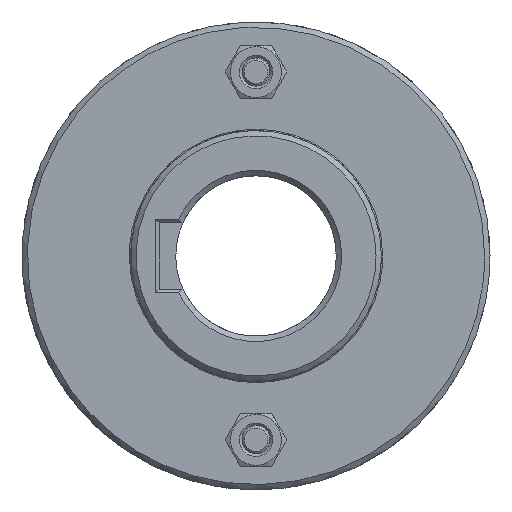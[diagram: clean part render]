
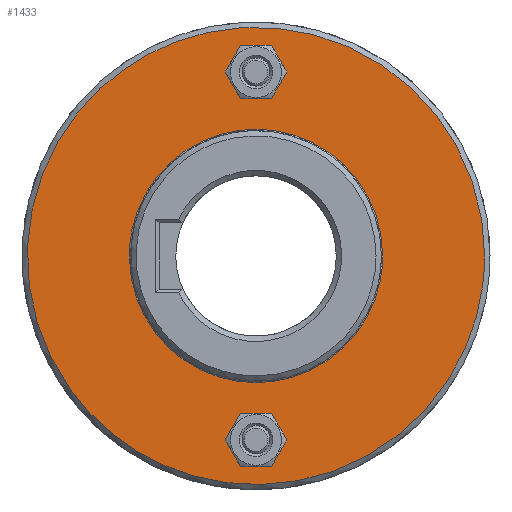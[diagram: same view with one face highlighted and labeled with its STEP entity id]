
A CAD part, left-side view. The second image highlights one B-rep face of the part: STEP entity #1433.
In plain terms, the highlighted free-form (B-spline) face has degree [1, 1] with [2, 2] control points.
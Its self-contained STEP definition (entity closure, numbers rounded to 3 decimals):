
#1268 = EDGE_CURVE('',#1269,#1269,#1271,.T.);
#1269 = VERTEX_POINT('',#1270);
#1270 = CARTESIAN_POINT('',(-24.082,0.,-84.995));
#1271 = ( BOUNDED_CURVE() B_SPLINE_CURVE(2,(#1272,#1273,#1274,#1275,
#1276,#1277,#1278),.UNSPECIFIED.,.T.,.F.) B_SPLINE_CURVE_WITH_KNOTS((1,2
    ,2,2,2,1),(-2.094,0.,2.094,4.189,
6.283,8.378),.UNSPECIFIED.) CURVE() 
GEOMETRIC_REPRESENTATION_ITEM() RATIONAL_B_SPLINE_CURVE((1.,0.5,1.,0.5,
1.,0.5,1.)) REPRESENTATION_ITEM('') );
#1272 = CARTESIAN_POINT('',(-24.082,0.,-84.995));
#1273 = CARTESIAN_POINT('',(-24.082,12.268,
    -84.995));
#1274 = CARTESIAN_POINT('',(-24.082,6.134,
    -74.371));
#1275 = CARTESIAN_POINT('',(-24.082,0.,
    -63.746));
#1276 = CARTESIAN_POINT('',(-24.082,-6.134,
    -74.371));
#1277 = CARTESIAN_POINT('',(-24.082,-12.268,
    -84.995));
#1278 = CARTESIAN_POINT('',(-24.082,0.,-84.995));
#1305 = EDGE_CURVE('',#1306,#1306,#1308,.T.);
#1306 = VERTEX_POINT('',#1307);
#1307 = CARTESIAN_POINT('',(-24.082,0.,
    70.829));
#1308 = ( BOUNDED_CURVE() B_SPLINE_CURVE(2,(#1309,#1310,#1311,#1312,
#1313,#1314,#1315),.UNSPECIFIED.,.T.,.F.) B_SPLINE_CURVE_WITH_KNOTS((1,2
    ,2,2,2,1),(-2.094,0.,2.094,4.189,
6.283,8.378),.UNSPECIFIED.) CURVE() 
GEOMETRIC_REPRESENTATION_ITEM() RATIONAL_B_SPLINE_CURVE((1.,0.5,1.,0.5,
1.,0.5,1.)) REPRESENTATION_ITEM('') );
#1309 = CARTESIAN_POINT('',(-24.082,0.,
    70.829));
#1310 = CARTESIAN_POINT('',(-24.082,12.268,
    70.829));
#1311 = CARTESIAN_POINT('',(-24.082,6.134,
    81.453));
#1312 = CARTESIAN_POINT('',(-24.082,0.,
    92.078));
#1313 = CARTESIAN_POINT('',(-24.082,-6.134,
    81.453));
#1314 = CARTESIAN_POINT('',(-24.082,-12.268,
    70.829));
#1315 = CARTESIAN_POINT('',(-24.082,0.,
    70.829));
#1345 = VERTEX_POINT('',#1346);
#1346 = CARTESIAN_POINT('',(-24.082,-53.688,0.));
#1356 = EDGE_CURVE('',#1357,#1345,#1359,.T.);
#1357 = VERTEX_POINT('',#1358);
#1358 = CARTESIAN_POINT('',(-24.082,53.688,
    0.));
#1359 = ( BOUNDED_CURVE() B_SPLINE_CURVE(2,(#1360,#1361,#1362,#1363,
#1364),.UNSPECIFIED.,.F.,.F.) B_SPLINE_CURVE_WITH_KNOTS((3,2,3),(0.,
1.571,3.142),.PIECEWISE_BEZIER_KNOTS.) CURVE() 
GEOMETRIC_REPRESENTATION_ITEM() RATIONAL_B_SPLINE_CURVE((1.,
0.707,1.,0.707,1.)) REPRESENTATION_ITEM('') );
#1360 = CARTESIAN_POINT('',(-24.082,53.688,
    0.));
#1361 = CARTESIAN_POINT('',(-24.082,53.688,
    -53.688));
#1362 = CARTESIAN_POINT('',(-24.082,0.,
    -53.688));
#1363 = CARTESIAN_POINT('',(-24.082,-53.688,
    -53.688));
#1364 = CARTESIAN_POINT('',(-24.082,-53.688,
    0.));
#1366 = EDGE_CURVE('',#1345,#1357,#1367,.T.);
#1367 = ( BOUNDED_CURVE() B_SPLINE_CURVE(2,(#1368,#1369,#1370,#1371,
#1372),.UNSPECIFIED.,.F.,.F.) B_SPLINE_CURVE_WITH_KNOTS((3,2,3),(0.,
1.571,3.142),.PIECEWISE_BEZIER_KNOTS.) CURVE() 
GEOMETRIC_REPRESENTATION_ITEM() RATIONAL_B_SPLINE_CURVE((1.,
0.707,1.,0.707,1.)) REPRESENTATION_ITEM('') );
#1368 = CARTESIAN_POINT('',(-24.082,-53.688,0.));
#1369 = CARTESIAN_POINT('',(-24.082,-53.688,
    53.688));
#1370 = CARTESIAN_POINT('',(-24.082,0.,
    53.688));
#1371 = CARTESIAN_POINT('',(-24.082,53.688,
    53.688));
#1372 = CARTESIAN_POINT('',(-24.082,53.688,
    0.));
#1433 = ADVANCED_FACE('',(#1434,#1448,#1451,#1454),#1458,.T.);
#1434 = FACE_BOUND('',#1435,.T.);
#1435 = EDGE_LOOP('',(#1436));
#1436 = ORIENTED_EDGE('',*,*,#1437,.T.);
#1437 = EDGE_CURVE('',#1438,#1438,#1440,.T.);
#1438 = VERTEX_POINT('',#1439);
#1439 = CARTESIAN_POINT('',(-24.082,-96.894,0.));
#1440 = ( BOUNDED_CURVE() B_SPLINE_CURVE(2,(#1441,#1442,#1443,#1444,
#1445,#1446,#1447),.UNSPECIFIED.,.T.,.F.) B_SPLINE_CURVE_WITH_KNOTS((1,2
    ,2,2,2,1),(-2.094,0.,2.094,4.189,
6.283,8.378),.UNSPECIFIED.) CURVE() 
GEOMETRIC_REPRESENTATION_ITEM() RATIONAL_B_SPLINE_CURVE((1.,0.5,1.,0.5,
1.,0.5,1.)) REPRESENTATION_ITEM('') );
#1441 = CARTESIAN_POINT('',(-24.082,-96.894,0.));
#1442 = CARTESIAN_POINT('',(-24.082,-96.894,
    167.826));
#1443 = CARTESIAN_POINT('',(-24.082,48.447,
    83.913));
#1444 = CARTESIAN_POINT('',(-24.082,193.788,
    0.));
#1445 = CARTESIAN_POINT('',(-24.082,48.447,
    -83.913));
#1446 = CARTESIAN_POINT('',(-24.082,-96.894,
    -167.826));
#1447 = CARTESIAN_POINT('',(-24.082,-96.894,0.));
#1448 = FACE_BOUND('',#1449,.T.);
#1449 = EDGE_LOOP('',(#1450));
#1450 = ORIENTED_EDGE('',*,*,#1268,.T.);
#1451 = FACE_BOUND('',#1452,.T.);
#1452 = EDGE_LOOP('',(#1453));
#1453 = ORIENTED_EDGE('',*,*,#1305,.T.);
#1454 = FACE_BOUND('',#1455,.T.);
#1455 = EDGE_LOOP('',(#1456,#1457));
#1456 = ORIENTED_EDGE('',*,*,#1356,.F.);
#1457 = ORIENTED_EDGE('',*,*,#1366,.F.);
#1458 = B_SPLINE_SURFACE_WITH_KNOTS('',1,1,(
    (#1459,#1460)
    ,(#1461,#1462
    )),.UNSPECIFIED.,.F.,.F.,.F.,(2,2),(2,2),(-68.4,68.4),(-68.4,68.4),
  .PIECEWISE_BEZIER_KNOTS.);
#1459 = CARTESIAN_POINT('',(-24.082,96.894,
    -96.894));
#1460 = CARTESIAN_POINT('',(-24.082,96.894,
    96.894));
#1461 = CARTESIAN_POINT('',(-24.082,-96.894,
    -96.894));
#1462 = CARTESIAN_POINT('',(-24.082,-96.894,
    96.894));
